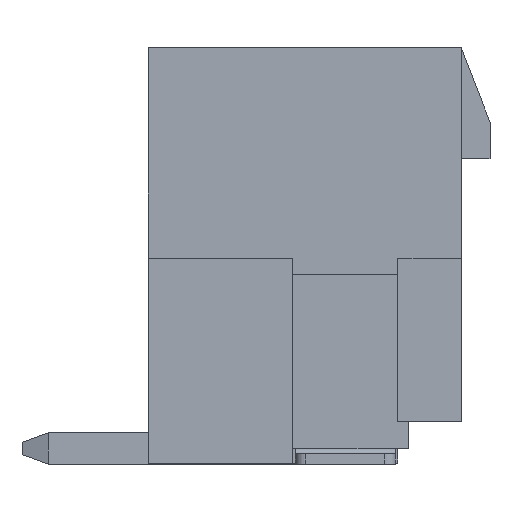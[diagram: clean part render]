
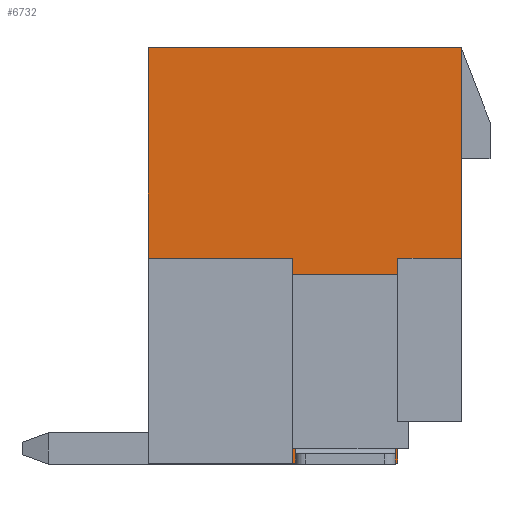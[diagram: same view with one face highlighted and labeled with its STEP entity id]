
A CAD part, left-side view. The second image highlights one B-rep face of the part: STEP entity #6732.
In plain terms, the highlighted planar face has unit normal (-1, 0, 0).
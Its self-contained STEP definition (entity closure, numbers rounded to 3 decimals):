
#33 = LINE ( 'NONE', #3577, #3533 ) ;
#208 = ORIENTED_EDGE ( 'NONE', *, *, #12412, .F. ) ;
#245 = CARTESIAN_POINT ( 'NONE',  ( -4., -0.643, 0.3 ) ) ;
#487 = EDGE_CURVE ( 'NONE', #7660, #7688, #16269, .T. ) ;
#765 = ORIENTED_EDGE ( 'NONE', *, *, #5703, .F. ) ;
#778 = EDGE_CURVE ( 'NONE', #6170, #1870, #14586, .T. ) ;
#872 = CARTESIAN_POINT ( 'NONE',  ( -4., -0.543, 3.92 ) ) ;
#1212 = CARTESIAN_POINT ( 'NONE',  ( -4., -4.043, 3.92 ) ) ;
#1264 = DIRECTION ( 'NONE',  ( 0., 0., 1. ) ) ;
#1328 = EDGE_CURVE ( 'NONE', #9853, #10529, #33, .T. ) ;
#1424 = CARTESIAN_POINT ( 'NONE',  ( -4., -3.043, 0.3 ) ) ;
#1434 = CARTESIAN_POINT ( 'NONE',  ( -4., -0.643, 0.3 ) ) ;
#1602 = CARTESIAN_POINT ( 'NONE',  ( -4., -2.843, 0.3 ) ) ;
#1870 = VERTEX_POINT ( 'NONE', #872 ) ;
#1891 = EDGE_CURVE ( 'NONE', #14175, #6170, #3472, .T. ) ;
#2389 = DIRECTION ( 'NONE',  ( 0., -1., 0. ) ) ;
#2441 = VECTOR ( 'NONE', #11330, 1000. ) ;
#2813 = LINE ( 'NONE', #13086, #4108 ) ;
#2825 = CARTESIAN_POINT ( 'NONE',  ( -4., -0.643, 3.6 ) ) ;
#2857 = EDGE_CURVE ( 'NONE', #14526, #12150, #8140, .T. ) ;
#2920 = LINE ( 'NONE', #13187, #4101 ) ;
#3143 = ORIENTED_EDGE ( 'NONE', *, *, #4548, .T. ) ;
#3215 = ORIENTED_EDGE ( 'NONE', *, *, #7970, .T. ) ;
#3401 = DIRECTION ( 'NONE',  ( 0., 1., 0. ) ) ;
#3472 = LINE ( 'NONE', #11058, #4203 ) ;
#3484 = LINE ( 'NONE', #7615, #5847 ) ;
#3533 = VECTOR ( 'NONE', #2389, 1000. ) ;
#3577 = CARTESIAN_POINT ( 'NONE',  ( -4., -4.043, 0.82 ) ) ;
#3601 = VECTOR ( 'NONE', #3744, 1000. ) ;
#3730 = VERTEX_POINT ( 'NONE', #2825 ) ;
#3744 = DIRECTION ( 'NONE',  ( 0., 0., 1. ) ) ;
#4027 = DIRECTION ( 'NONE',  ( 0., 1., 0. ) ) ;
#4101 = VECTOR ( 'NONE', #4027, 1000. ) ;
#4108 = VECTOR ( 'NONE', #6690, 1000. ) ;
#4171 = LINE ( 'NONE', #9378, #9349 ) ;
#4203 = VECTOR ( 'NONE', #14912, 1000. ) ;
#4307 = ORIENTED_EDGE ( 'NONE', *, *, #1891, .F. ) ;
#4505 = CARTESIAN_POINT ( 'NONE',  ( -4., -3.043, 0.3 ) ) ;
#4539 = ORIENTED_EDGE ( 'NONE', *, *, #15758, .T. ) ;
#4548 = EDGE_CURVE ( 'NONE', #10529, #6949, #9399, .T. ) ;
#4719 = VECTOR ( 'NONE', #7372, 1000. ) ;
#4866 = LINE ( 'NONE', #16527, #2441 ) ;
#5346 = DIRECTION ( 'NONE',  ( 0., 0., 1. ) ) ;
#5483 = VECTOR ( 'NONE', #7034, 1000. ) ;
#5546 = ORIENTED_EDGE ( 'NONE', *, *, #14660, .F. ) ;
#5703 = EDGE_CURVE ( 'NONE', #7931, #3730, #4866, .T. ) ;
#5847 = VECTOR ( 'NONE', #8778, 1000. ) ;
#5975 = AXIS2_PLACEMENT_3D ( 'NONE', #1212, #14925, #3401 ) ;
#5994 = VECTOR ( 'NONE', #13326, 1000. ) ;
#6003 = VECTOR ( 'NONE', #6495, 1000. ) ;
#6018 = PLANE ( 'NONE',  #5975 ) ;
#6148 = ORIENTED_EDGE ( 'NONE', *, *, #7537, .T. ) ;
#6170 = VERTEX_POINT ( 'NONE', #15290 ) ;
#6398 = CARTESIAN_POINT ( 'NONE',  ( -4., 1.907, 7.92 ) ) ;
#6495 = DIRECTION ( 'NONE',  ( 0., 1., 0. ) ) ;
#6497 = EDGE_CURVE ( 'NONE', #1870, #7947, #2813, .T. ) ;
#6519 = ORIENTED_EDGE ( 'NONE', *, *, #7117, .T. ) ;
#6640 = ORIENTED_EDGE ( 'NONE', *, *, #778, .F. ) ;
#6661 = CARTESIAN_POINT ( 'NONE',  ( -4., -4.043, 7.92 ) ) ;
#6690 = DIRECTION ( 'NONE',  ( 0., 1., 0. ) ) ;
#6732 = ADVANCED_FACE ( 'NONE', ( #16513 ), #6018, .F. ) ;
#6949 = VERTEX_POINT ( 'NONE', #7098 ) ;
#7034 = DIRECTION ( 'NONE',  ( 0., 1., 0. ) ) ;
#7098 = CARTESIAN_POINT ( 'NONE',  ( -4., -3.143, 3.92 ) ) ;
#7117 = EDGE_CURVE ( 'NONE', #16459, #3730, #13978, .T. ) ;
#7130 = DIRECTION ( 'NONE',  ( 0., 0., 1. ) ) ;
#7372 = DIRECTION ( 'NONE',  ( 0., 0., 1. ) ) ;
#7537 = EDGE_CURVE ( 'NONE', #7688, #13847, #10623, .T. ) ;
#7615 = CARTESIAN_POINT ( 'NONE',  ( -4., -2.843, 3.92 ) ) ;
#7660 = VERTEX_POINT ( 'NONE', #14896 ) ;
#7688 = VERTEX_POINT ( 'NONE', #12216 ) ;
#7931 = VERTEX_POINT ( 'NONE', #12871 ) ;
#7947 = VERTEX_POINT ( 'NONE', #9335 ) ;
#7970 = EDGE_CURVE ( 'NONE', #9782, #14526, #15474, .T. ) ;
#8140 = LINE ( 'NONE', #12003, #14250 ) ;
#8389 = DIRECTION ( 'NONE',  ( 0., 1., 0. ) ) ;
#8414 = CARTESIAN_POINT ( 'NONE',  ( -4., -2.843, 0.02 ) ) ;
#8778 = DIRECTION ( 'NONE',  ( 0., 0., 1. ) ) ;
#9331 = ORIENTED_EDGE ( 'NONE', *, *, #6497, .F. ) ;
#9335 = CARTESIAN_POINT ( 'NONE',  ( -4., 1.907, 3.92 ) ) ;
#9349 = VECTOR ( 'NONE', #5346, 1000. ) ;
#9378 = CARTESIAN_POINT ( 'NONE',  ( -4., -3.043, 0.3 ) ) ;
#9399 = LINE ( 'NONE', #9659, #13330 ) ;
#9659 = CARTESIAN_POINT ( 'NONE',  ( -4., -3.143, 0.02 ) ) ;
#9681 = CARTESIAN_POINT ( 'NONE',  ( -4., -0.893, 0.3 ) ) ;
#9782 = VERTEX_POINT ( 'NONE', #1602 ) ;
#9853 = VERTEX_POINT ( 'NONE', #15208 ) ;
#9906 = CARTESIAN_POINT ( 'NONE',  ( -4., -2.793, 0.3 ) ) ;
#10020 = ORIENTED_EDGE ( 'NONE', *, *, #1328, .T. ) ;
#10030 = VECTOR ( 'NONE', #1264, 1000. ) ;
#10060 = CARTESIAN_POINT ( 'NONE',  ( -4., -4.043, 3.92 ) ) ;
#10529 = VERTEX_POINT ( 'NONE', #11147 ) ;
#10623 = LINE ( 'NONE', #6661, #6003 ) ;
#11058 = CARTESIAN_POINT ( 'NONE',  ( -4., -0.843, 0.02 ) ) ;
#11147 = CARTESIAN_POINT ( 'NONE',  ( -4., -3.143, 0.82 ) ) ;
#11158 = LINE ( 'NONE', #11322, #3601 ) ;
#11198 = EDGE_LOOP ( 'NONE', ( #3215, #15920, #12073, #6519, #765, #5546, #10020, #3143, #208, #12134, #6148, #14637, #9331, #6640, #4307, #4539 ) ) ;
#11322 = CARTESIAN_POINT ( 'NONE',  ( -4., 1.907, 3.92 ) ) ;
#11330 = DIRECTION ( 'NONE',  ( 0., 1., 0. ) ) ;
#11898 = CARTESIAN_POINT ( 'NONE',  ( -4., -0.543, 0.02 ) ) ;
#12003 = CARTESIAN_POINT ( 'NONE',  ( -4., -2.793, 0.3 ) ) ;
#12073 = ORIENTED_EDGE ( 'NONE', *, *, #13731, .T. ) ;
#12134 = ORIENTED_EDGE ( 'NONE', *, *, #487, .T. ) ;
#12150 = VERTEX_POINT ( 'NONE', #9681 ) ;
#12216 = CARTESIAN_POINT ( 'NONE',  ( -4., -4.043, 7.92 ) ) ;
#12238 = LINE ( 'NONE', #4505, #5483 ) ;
#12412 = EDGE_CURVE ( 'NONE', #7660, #6949, #2920, .T. ) ;
#12871 = CARTESIAN_POINT ( 'NONE',  ( -4., -3.043, 3.6 ) ) ;
#13086 = CARTESIAN_POINT ( 'NONE',  ( -4., -4.043, 3.92 ) ) ;
#13148 = VECTOR ( 'NONE', #14217, 1000. ) ;
#13187 = CARTESIAN_POINT ( 'NONE',  ( -4., -4.043, 3.92 ) ) ;
#13326 = DIRECTION ( 'NONE',  ( 0., 0., 1. ) ) ;
#13330 = VECTOR ( 'NONE', #7130, 1000. ) ;
#13605 = EDGE_CURVE ( 'NONE', #7947, #13847, #11158, .T. ) ;
#13731 = EDGE_CURVE ( 'NONE', #12150, #16459, #12238, .T. ) ;
#13847 = VERTEX_POINT ( 'NONE', #6398 ) ;
#13978 = LINE ( 'NONE', #1434, #10030 ) ;
#14175 = VERTEX_POINT ( 'NONE', #8414 ) ;
#14217 = DIRECTION ( 'NONE',  ( 0., 1., 0. ) ) ;
#14250 = VECTOR ( 'NONE', #8389, 1000. ) ;
#14526 = VERTEX_POINT ( 'NONE', #9906 ) ;
#14586 = LINE ( 'NONE', #11898, #5994 ) ;
#14637 = ORIENTED_EDGE ( 'NONE', *, *, #13605, .F. ) ;
#14660 = EDGE_CURVE ( 'NONE', #9853, #7931, #4171, .T. ) ;
#14896 = CARTESIAN_POINT ( 'NONE',  ( -4., -4.043, 3.92 ) ) ;
#14912 = DIRECTION ( 'NONE',  ( 0., 1., 0. ) ) ;
#14925 = DIRECTION ( 'NONE',  ( 1., 0., 0. ) ) ;
#15208 = CARTESIAN_POINT ( 'NONE',  ( -4., -3.043, 0.82 ) ) ;
#15290 = CARTESIAN_POINT ( 'NONE',  ( -4., -0.543, 0.02 ) ) ;
#15474 = LINE ( 'NONE', #1424, #13148 ) ;
#15758 = EDGE_CURVE ( 'NONE', #14175, #9782, #3484, .T. ) ;
#15920 = ORIENTED_EDGE ( 'NONE', *, *, #2857, .T. ) ;
#16269 = LINE ( 'NONE', #10060, #4719 ) ;
#16459 = VERTEX_POINT ( 'NONE', #245 ) ;
#16513 = FACE_OUTER_BOUND ( 'NONE', #11198, .T. ) ;
#16527 = CARTESIAN_POINT ( 'NONE',  ( -4., -2.793, 3.6 ) ) ;
